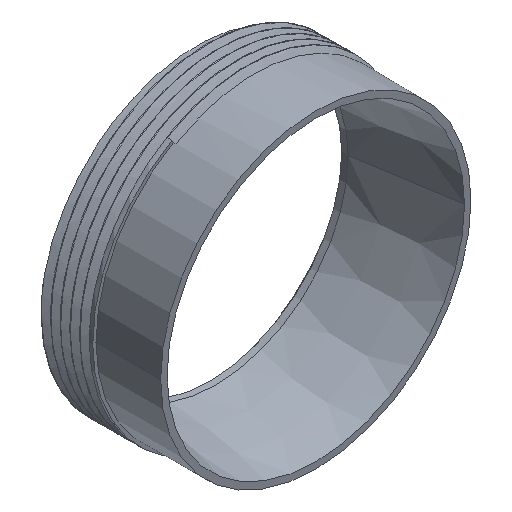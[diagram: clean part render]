
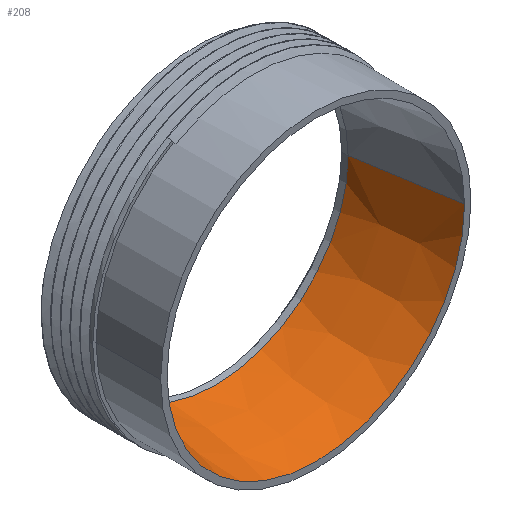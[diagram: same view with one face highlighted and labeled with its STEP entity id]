
A CAD part, isometric view. The second image highlights one B-rep face of the part: STEP entity #208.
In plain terms, the highlighted conical face has half-angle 9.162 degrees and reference radius 21.75 mm.
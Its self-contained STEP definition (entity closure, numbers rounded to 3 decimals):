
#78=CARTESIAN_POINT('Vertex',(-23.,0.,0.)) ;
#80=CARTESIAN_POINT('Vertex',(23.,0.,0.)) ;
#83=CARTESIAN_POINT('Axis2P3D Location',(0.,0.,0.)) ;
#166=CARTESIAN_POINT('Axis2P3D Location',(0.,7.75,0.)) ;
#171=CARTESIAN_POINT('Line Origine',(-796173.069,-4936130.429,0.)) ;
#175=CARTESIAN_POINT('Vertex',(-20.5,15.5,0.)) ;
#182=CARTESIAN_POINT('Vertex',(20.5,15.5,0.)) ;
#185=CARTESIAN_POINT('Line Origine',(796173.069,-4936130.429,0.)) ;
#197=CARTESIAN_POINT('Axis2P3D Location',(0.,15.5,0.)) ;
#84=DIRECTION('Axis2P3D Direction',(-0.,1.,0.)) ;
#167=DIRECTION('Axis2P3D Direction',(0.,-1.,0.)) ;
#168=DIRECTION('Axis2P3D XDirection',(-1.,0.,0.)) ;
#172=DIRECTION('Vector Direction',(-0.159,-0.987,0.)) ;
#186=DIRECTION('Vector Direction',(0.159,-0.987,0.)) ;
#198=DIRECTION('Axis2P3D Direction',(0.,-1.,0.)) ;
#85=AXIS2_PLACEMENT_3D('Circle Axis2P3D',#83,#84,$) ;
#169=AXIS2_PLACEMENT_3D('Cone Axis2P3D',#166,#167,#168) ;
#199=AXIS2_PLACEMENT_3D('Circle Axis2P3D',#197,#198,$) ;
#203=ORIENTED_EDGE('',*,*,#189,.T.) ;
#204=ORIENTED_EDGE('',*,*,#201,.T.) ;
#205=ORIENTED_EDGE('',*,*,#177,.F.) ;
#206=ORIENTED_EDGE('',*,*,#87,.F.) ;
#173=VECTOR('Line Direction',#172,1.) ;
#187=VECTOR('Line Direction',#186,1.) ;
#208=ADVANCED_FACE('MANIFOLD_SOLID_BREP #15921',(#207),#170,.F.) ;
#86=CIRCLE('generated circle',#85,23.) ;
#200=CIRCLE('generated circle',#199,20.5) ;
#170=CONICAL_SURFACE('Cone',#169,21.75,0.16) ;
#87=EDGE_CURVE('',#81,#79,#86,.T.) ;
#177=EDGE_CURVE('',#79,#176,#174,.F.) ;
#189=EDGE_CURVE('',#81,#183,#188,.F.) ;
#201=EDGE_CURVE('',#183,#176,#200,.F.) ;
#202=EDGE_LOOP('',(#203,#204,#205,#206)) ;
#207=FACE_OUTER_BOUND('',#202,.T.) ;
#174=LINE('Line',#171,#173) ;
#188=LINE('Line',#185,#187) ;
#79=VERTEX_POINT('',#78) ;
#81=VERTEX_POINT('',#80) ;
#176=VERTEX_POINT('',#175) ;
#183=VERTEX_POINT('',#182) ;
